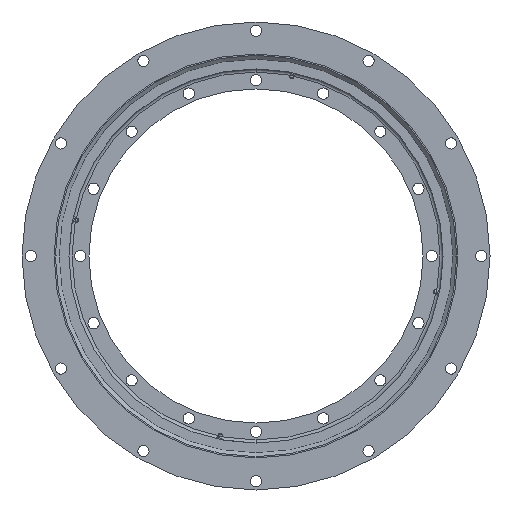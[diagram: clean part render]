
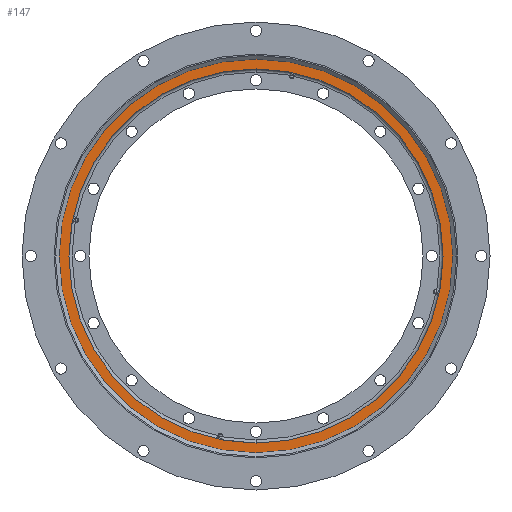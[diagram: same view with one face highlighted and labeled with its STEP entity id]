
A CAD part, front view. The second image highlights one B-rep face of the part: STEP entity #147.
In plain terms, the highlighted planar face has unit normal (0, -1, 0).
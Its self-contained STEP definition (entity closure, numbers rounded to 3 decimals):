
#147 = ADVANCED_FACE ( 'NONE', ( #4978, #6977 ), #413, .F. ) ;
#196 = AXIS2_PLACEMENT_3D ( 'NONE', #10073, #10060, #10026 ) ;
#282 = DIRECTION ( 'NONE',  ( 0., 0., 1. ) ) ;
#295 = DIRECTION ( 'NONE',  ( 0., 1., 0. ) ) ;
#301 = CIRCLE ( 'NONE', #6258, 318.25 ) ;
#356 = CARTESIAN_POINT ( 'NONE',  ( 0., -18., 318.25 ) ) ;
#357 = DIRECTION ( 'NONE',  ( 0., 0., 1. ) ) ;
#413 = PLANE ( 'NONE',  #8956 ) ;
#450 = DIRECTION ( 'NONE',  ( 0., 1., 0. ) ) ;
#454 = CARTESIAN_POINT ( 'NONE',  ( 0., -18., 267. ) ) ;
#526 = DIRECTION ( 'NONE',  ( 0., 0., 1. ) ) ;
#620 = DIRECTION ( 'NONE',  ( 0., 1., 0. ) ) ;
#632 = CARTESIAN_POINT ( 'NONE',  ( 0., -18., 0. ) ) ;
#874 = ORIENTED_EDGE ( 'NONE', *, *, #6264, .F. ) ;
#1130 = ORIENTED_EDGE ( 'NONE', *, *, #3044, .F. ) ;
#1165 = CARTESIAN_POINT ( 'NONE',  ( 0., -18., 0. ) ) ;
#1748 = VERTEX_POINT ( 'NONE', #356 ) ;
#1981 = VERTEX_POINT ( 'NONE', #2858 ) ;
#2772 = AXIS2_PLACEMENT_3D ( 'NONE', #1165, #450, #357 ) ;
#2858 = CARTESIAN_POINT ( 'NONE',  ( 0., -18., 299. ) ) ;
#3044 = EDGE_CURVE ( 'NONE', #1748, #4770, #301, .T. ) ;
#3623 = ORIENTED_EDGE ( 'NONE', *, *, #4022, .T. ) ;
#3861 = ORIENTED_EDGE ( 'NONE', *, *, #8479, .T. ) ;
#4022 = EDGE_CURVE ( 'NONE', #9037, #1981, #9057, .T. ) ;
#4770 = VERTEX_POINT ( 'NONE', #7794 ) ;
#4978 = FACE_BOUND ( 'NONE', #4992, .T. ) ;
#4992 = EDGE_LOOP ( 'NONE', ( #3861, #3623 ) ) ;
#5247 = AXIS2_PLACEMENT_3D ( 'NONE', #632, #620, #526 ) ;
#5658 = DIRECTION ( 'NONE',  ( 0., 0., 1. ) ) ;
#5676 = DIRECTION ( 'NONE',  ( 0., 1., 0. ) ) ;
#5688 = CARTESIAN_POINT ( 'NONE',  ( 0., -18., 0. ) ) ;
#6258 = AXIS2_PLACEMENT_3D ( 'NONE', #5688, #5676, #5658 ) ;
#6264 = EDGE_CURVE ( 'NONE', #4770, #1748, #7816, .T. ) ;
#6977 = FACE_OUTER_BOUND ( 'NONE', #9000, .T. ) ;
#7794 = CARTESIAN_POINT ( 'NONE',  ( 0., -18., -318.25 ) ) ;
#7816 = CIRCLE ( 'NONE', #5247, 318.25 ) ;
#8479 = EDGE_CURVE ( 'NONE', #1981, #9037, #9562, .T. ) ;
#8956 = AXIS2_PLACEMENT_3D ( 'NONE', #454, #295, #282 ) ;
#9000 = EDGE_LOOP ( 'NONE', ( #1130, #874 ) ) ;
#9037 = VERTEX_POINT ( 'NONE', #9377 ) ;
#9057 = CIRCLE ( 'NONE', #196, 299. ) ;
#9377 = CARTESIAN_POINT ( 'NONE',  ( 0., -18., -299. ) ) ;
#9562 = CIRCLE ( 'NONE', #2772, 299. ) ;
#10026 = DIRECTION ( 'NONE',  ( 0., 0., 1. ) ) ;
#10060 = DIRECTION ( 'NONE',  ( 0., 1., 0. ) ) ;
#10073 = CARTESIAN_POINT ( 'NONE',  ( 0., -18., 0. ) ) ;
